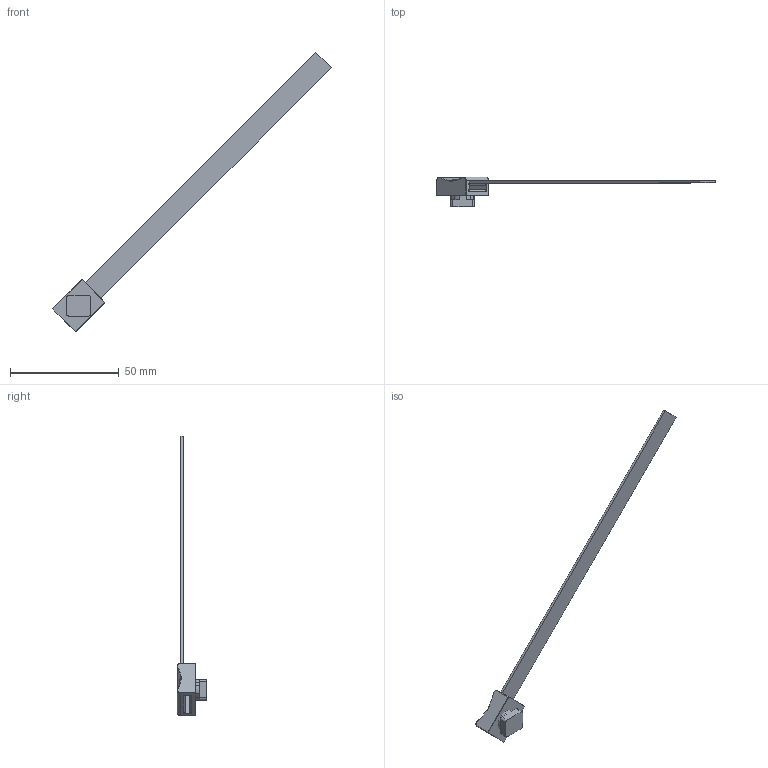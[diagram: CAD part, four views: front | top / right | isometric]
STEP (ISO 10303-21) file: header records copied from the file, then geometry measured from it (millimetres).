
FILE_DESCRIPTION (( 'STEP AP214' ), '1' );
FILE_NAME ('3011-252-150.STEP', '2020-10-29T10:25:17', ( '' ), ( '' ), 'SwSTEP 2.0', 'SolidWorks 2020', '' );
FILE_SCHEMA (( 'AUTOMOTIVE_DESIGN' ));
Length unit declared in the file: millimetre
Products named in the file (1): 3011-252-150
Bounding box: 128.12 x 13.75 x 128.4 mm (x, y, z)
Volume: 3709.6 mm3; surface area: 5223.1 mm2
Topology: 3 solids, 3 shells, 91 faces, 226 edges, 140 vertices
Faces by surface type: cylinder 40, plane 31, torus 18, cone 2
Entity records: 3842 total; most frequent: CARTESIAN_POINT 565, DIRECTION 494, ORIENTED_EDGE 452, EDGE_CURVE 226, AXIS2_PLACEMENT_3D 190, VERTEX_POINT 140, LINE 114, VECTOR 114
